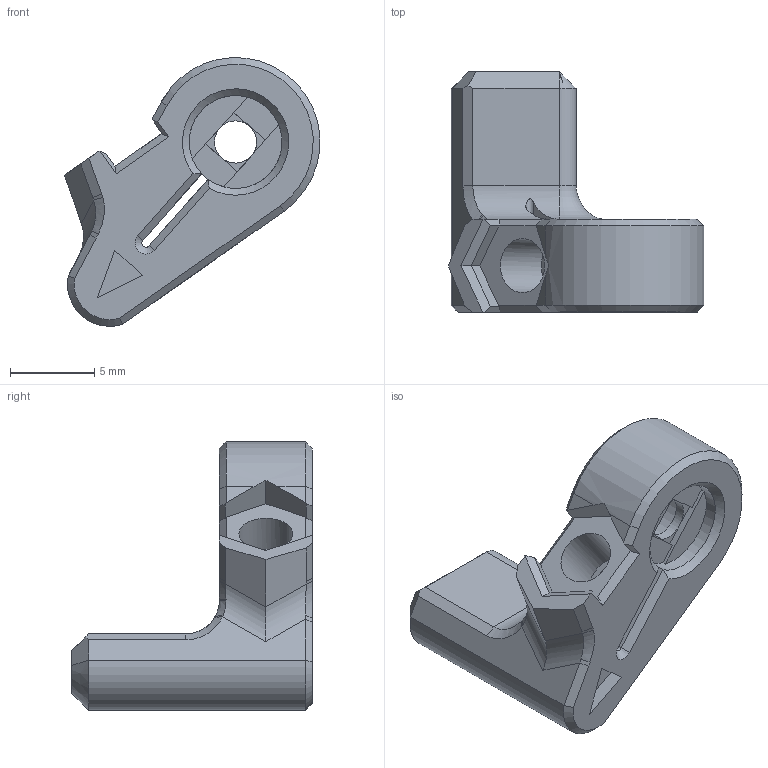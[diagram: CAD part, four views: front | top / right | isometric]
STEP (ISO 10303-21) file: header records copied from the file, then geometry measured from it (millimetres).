
FILE_DESCRIPTION(/* description */ (''),/* implementation_level */ '2;1');
FILE_NAME(/* name */ 'Universal Servo Horn - Refined hex nut v14.step',/* time_stamp */ '2024-08-23T07:35:19+12:00',/* author */ (''),/* organization */ (''),/* preprocessor_version */ 'ST-DEVELOPER v20',/* originating_system */ 'Autodesk Translation Framework v13.14.0.145',/* authorisation */ '');
FILE_SCHEMA (('AUTOMOTIVE_DESIGN { 1 0 10303 214 3 1 1 }'));
Length unit declared in the file: millimetre
Products named in the file (4): ERCF_V2_b14; ERCF V2; 4. Selector; 4.3b Savox Servo Option
Assembly tree (3 placements, depth 4):
  ERCF_V2_b14
    ERCF V2
      4. Selector
        4.3b Savox Servo Option
Bounding box: 15.14 x 14.25 x 15.91 mm (x, y, z)
Volume: 791.3 mm3; surface area: 862.2 mm2
Topology: 1 solids, 1 shells, 97 faces, 260 edges, 161 vertices
Faces by surface type: plane 64, bspline 12, cylinder 12, cone 8, torus 1
Full cylindrical faces by diameter (mm): 3.2 x2
Entity records: 3327 total; most frequent: CARTESIAN_POINT 892, ORIENTED_EDGE 516, DIRECTION 449, EDGE_CURVE 258, LINE 181, VECTOR 181, VERTEX_POINT 161, AXIS2_PLACEMENT_3D 134
